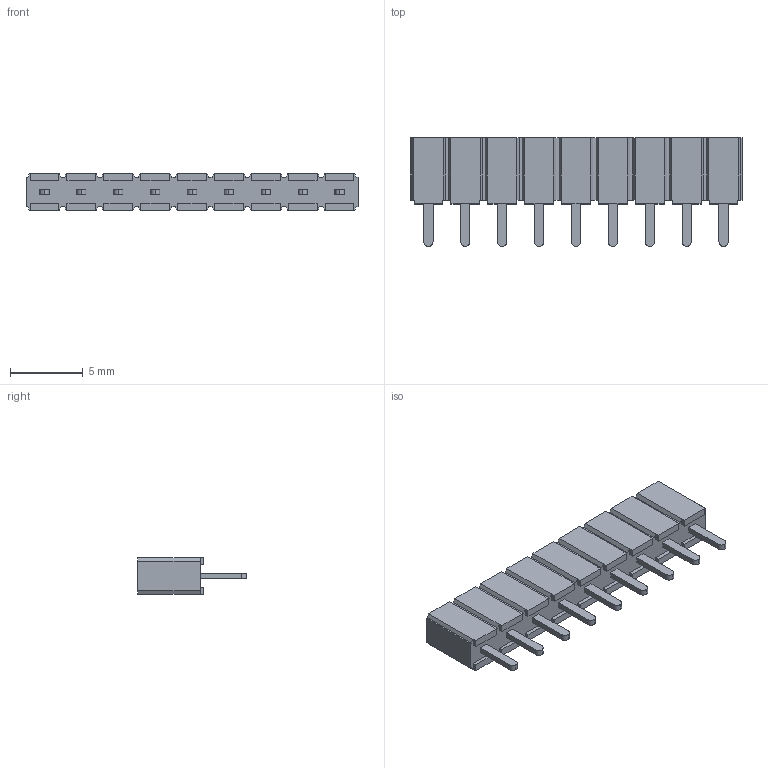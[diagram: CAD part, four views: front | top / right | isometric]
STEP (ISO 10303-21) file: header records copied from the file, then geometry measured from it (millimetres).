
FILE_DESCRIPTION (( 'STEP AP214' ), '1' );
FILE_NAME ('4C047C13-5F40-4A3D-BF3F-AD7D8E95AF73.STEP', '2007-12-01T19:07:51', ( 'sysAdmin' ), ( 'SolidWorks' ), 'SwSTEP 2.0', 'SolidWorks 2008', '' );
FILE_SCHEMA (( 'AUTOMOTIVE_DESIGN' ));
Length unit declared in the file: inch
Products named in the file (1): 4C047C13-5F40-4A3D-BF3F-AD7D8E95AF73
Bounding box: 22.86 x 7.49 x 2.54 mm (x, y, z)
Volume: 227.7 mm3; surface area: 533.5 mm2
Topology: 1 solids, 1 shells, 285 faces, 759 edges, 494 vertices
Faces by surface type: plane 267, cylinder 18
Entity records: 11691 total; most frequent: CARTESIAN_POINT 1539, ORIENTED_EDGE 1518, DIRECTION 1367, EDGE_CURVE 759, VECTOR 723, LINE 723, VERTEX_POINT 494, AXIS2_PLACEMENT_3D 322
